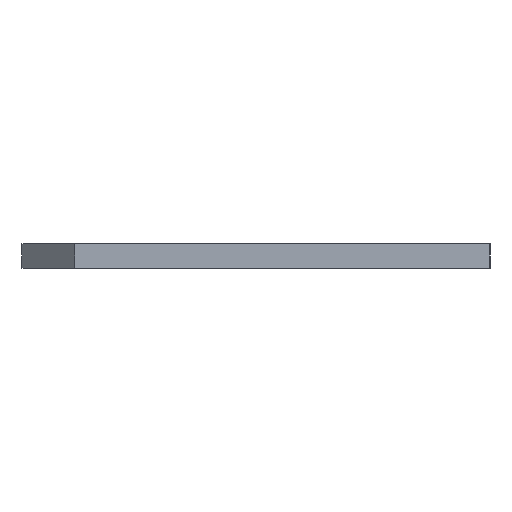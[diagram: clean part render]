
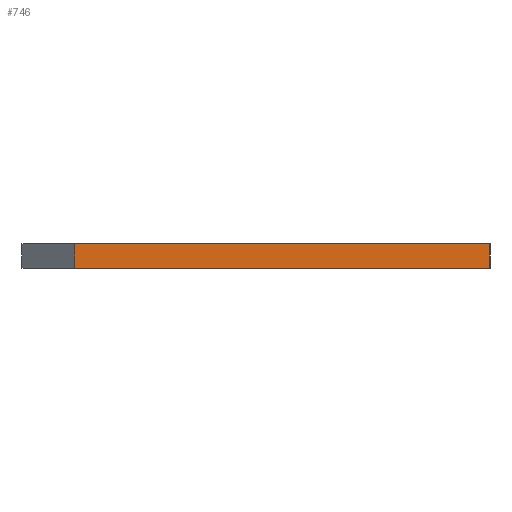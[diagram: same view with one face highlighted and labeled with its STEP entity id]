
A CAD part, left-side view. The second image highlights one B-rep face of the part: STEP entity #746.
In plain terms, the highlighted planar face has unit normal (-1, 0, 0).
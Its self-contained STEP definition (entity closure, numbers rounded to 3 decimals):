
#73=PLANE('',#829);
#88=FACE_OUTER_BOUND('',#150,.T.);
#150=EDGE_LOOP('',(#583,#584,#585,#586));
#211=LINE('',#1149,#256);
#215=LINE('',#1158,#260);
#221=LINE('',#1210,#266);
#222=LINE('',#1211,#267);
#256=VECTOR('',#929,10.);
#260=VECTOR('',#937,10.);
#266=VECTOR('',#987,10.);
#267=VECTOR('',#988,10.);
#359=VERTEX_POINT('',#1142);
#362=VERTEX_POINT('',#1147);
#365=VERTEX_POINT('',#1157);
#389=VERTEX_POINT('',#1209);
#435=EDGE_CURVE('',#362,#359,#211,.T.);
#439=EDGE_CURVE('',#359,#365,#215,.T.);
#465=EDGE_CURVE('',#389,#362,#221,.T.);
#466=EDGE_CURVE('',#389,#365,#222,.T.);
#583=ORIENTED_EDGE('',*,*,#435,.F.);
#584=ORIENTED_EDGE('',*,*,#465,.F.);
#585=ORIENTED_EDGE('',*,*,#466,.T.);
#586=ORIENTED_EDGE('',*,*,#439,.F.);
#746=ADVANCED_FACE('',(#88),#73,.T.);
#829=AXIS2_PLACEMENT_3D('',#1208,#985,#986);
#929=DIRECTION('',(0.,0.,1.));
#937=DIRECTION('',(0.,-1.,0.));
#985=DIRECTION('center_axis',(-1.,0.,0.));
#986=DIRECTION('ref_axis',(0.,-1.,0.));
#987=DIRECTION('',(0.,1.,0.));
#988=DIRECTION('',(0.,0.,1.));
#1142=CARTESIAN_POINT('',(84.7,122.748,573.67));
#1147=CARTESIAN_POINT('',(84.7,122.748,569.67));
#1149=CARTESIAN_POINT('',(84.7,122.748,570.67));
#1157=CARTESIAN_POINT('',(84.7,54.898,573.67));
#1158=CARTESIAN_POINT('',(84.7,54.898,573.67));
#1208=CARTESIAN_POINT('Origin',(84.7,121.898,569.67));
#1209=CARTESIAN_POINT('',(84.7,54.898,569.67));
#1210=CARTESIAN_POINT('',(84.7,54.898,569.67));
#1211=CARTESIAN_POINT('',(84.7,54.898,569.67));
